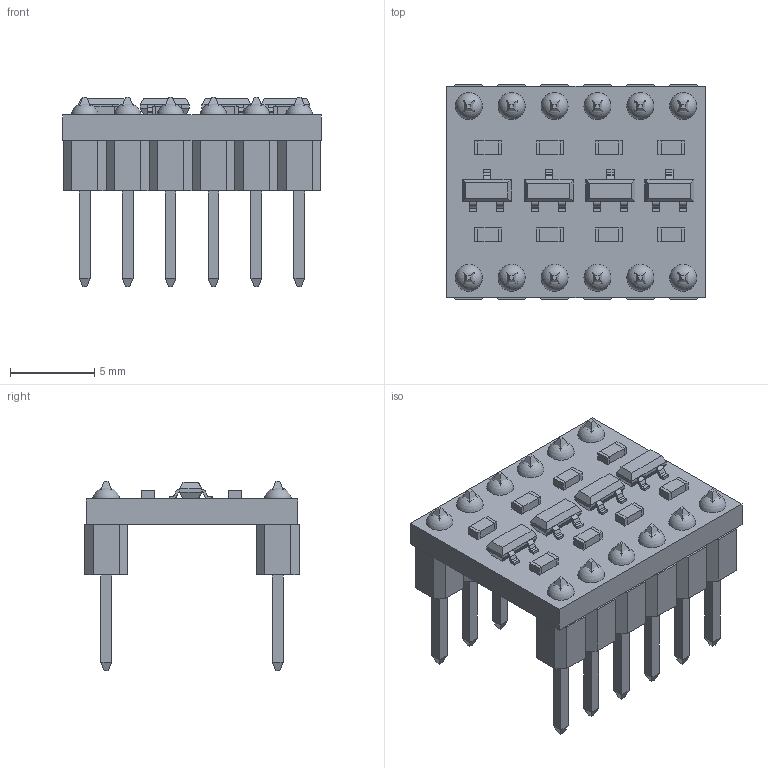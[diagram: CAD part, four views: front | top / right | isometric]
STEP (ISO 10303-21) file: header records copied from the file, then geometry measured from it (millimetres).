
FILE_DESCRIPTION(/* description */ (''),/* implementation_level */ '2;1');
FILE_NAME(/* name */ 'Logic Level Converter.step',/* time_stamp */ '2022-09-01T19:27:22+01:00',/* author */ (''),/* organization */ (''),/* preprocessor_version */ 'ST-DEVELOPER v19',/* originating_system */ 'Autodesk Translation Framework v11.7.0.108',/* authorisation */ '');
FILE_SCHEMA (('AUTOMOTIVE_DESIGN { 1 0 10303 214 3 1 1 }'));
Length unit declared in the file: millimetre
Products named in the file (17): Logic Level Converter; Logic Level Converter_1; Board_001; 0603 Resistor_001; Surface Mount Transistor_001; 0603 Resistor_002; 0603 Resistor_003; 0603 Resistor_004; 0603 Resistor_005; 0603 Resistor_006; 0603 Resistor_007; 0603 Resistor_008; Surface Mount Transistor_002; Surface Mount Transistor_003; Surface Mount Transistor_004; 1x6 Male Header_001; 1x6 Male Header_002
Assembly tree (16 placements, depth 3):
  Logic Level Converter
    Logic Level Converter_1
      Board_001
      0603 Resistor_001
      Surface Mount Transistor_001
      0603 Resistor_002
      0603 Resistor_003
      0603 Resistor_004
      0603 Resistor_005
      0603 Resistor_006
      0603 Resistor_007
      0603 Resistor_008
      Surface Mount Transistor_002
      Surface Mount Transistor_003
      Surface Mount Transistor_004
      1x6 Male Header_001
      1x6 Male Header_002
Bounding box: 15.3 x 12.7 x 11.2 mm (x, y, z)
Volume: 556 mm3; surface area: 1571 mm2
Topology: 77 solids, 77 shells, 746 faces, 1684 edges, 1080 vertices
Faces by surface type: plane 674, cylinder 60, sphere 12
Full cylindrical faces by diameter (mm): 0.9 x12
Entity records: 21021 total; most frequent: CARTESIAN_POINT 3531, DIRECTION 3374, ORIENTED_EDGE 3344, EDGE_CURVE 1672, LINE 1528, VECTOR 1528, VERTEX_POINT 1080, AXIS2_PLACEMENT_3D 923
